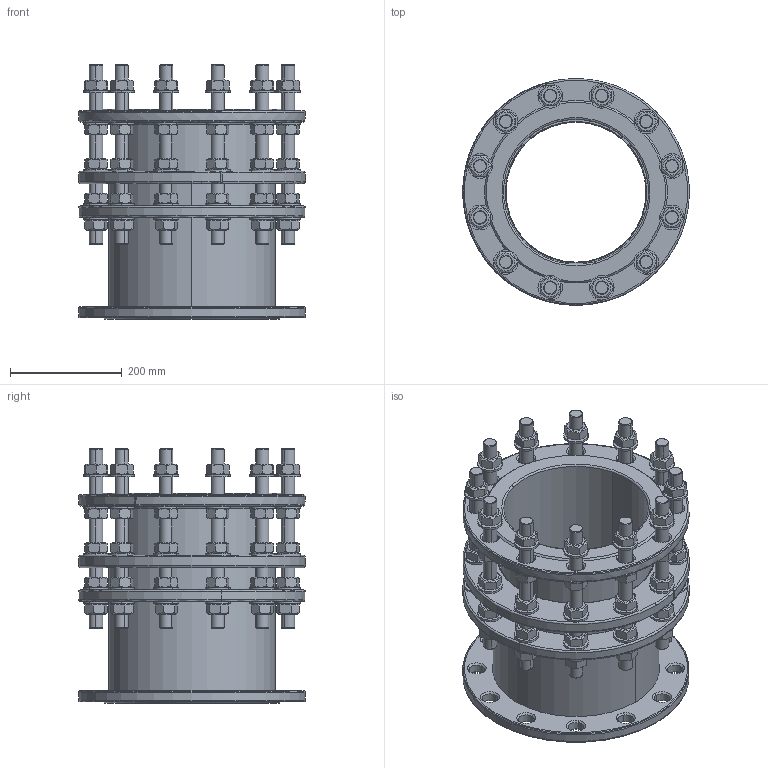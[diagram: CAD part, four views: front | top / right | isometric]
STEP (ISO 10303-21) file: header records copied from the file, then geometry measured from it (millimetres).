
FILE_DESCRIPTION((''),'2;1');
FILE_NAME('ASM0001_SW0001','2019-04-12T',('pchinta'),(''),'PRO/ENGINEER BY PARAMETRIC TECHNOLOGY CORPORATION, 2015030','PRO/ENGINEER BY PARAMETRIC TECHNOLOGY CORPORATION, 2015030','');
FILE_SCHEMA(('CONFIG_CONTROL_DESIGN'));
Length unit declared in the file: millimetre
Products named in the file (1): ASM0001_SW0001
Bounding box: 405 x 405 x 454 mm (x, y, z)
Volume: 10713829.4 mm3; surface area: 1847829.8 mm2
Topology: 1 solids, 1 shells, 2029 faces, 4993 edges, 3188 vertices
Faces by surface type: plane 861, cone 431, cylinder 386, extrusion 261, torus 90
Entity records: 74345 total; most frequent: CARTESIAN_POINT 27484, ORIENTED_EDGE 9982, DIRECTION 9006, EDGE_CURVE 4991, AXIS2_PLACEMENT_3D 3322, VERTEX_POINT 3188, VECTOR 2362, EDGE_LOOP 2327
